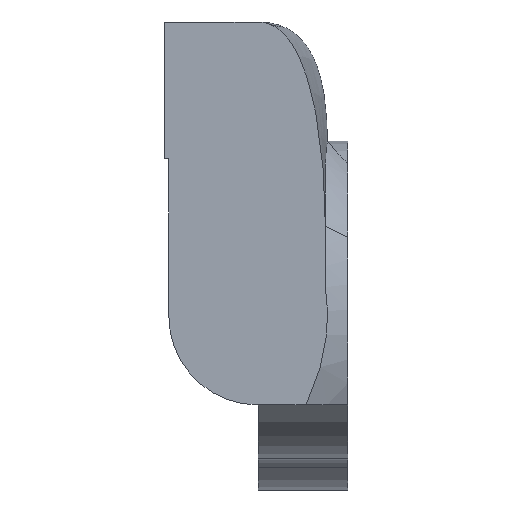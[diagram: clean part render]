
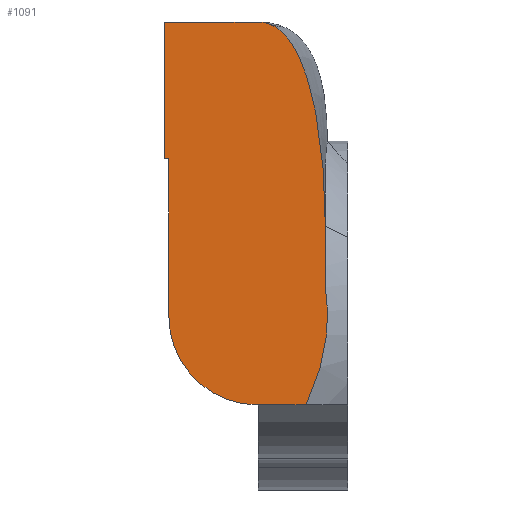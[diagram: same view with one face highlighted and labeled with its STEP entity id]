
A CAD part, left-side view. The second image highlights one B-rep face of the part: STEP entity #1091.
In plain terms, the highlighted planar face has unit normal (-1, 0, 0).
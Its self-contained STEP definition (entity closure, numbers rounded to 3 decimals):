
#104 = CARTESIAN_POINT ( 'NONE',  ( -34.75, 10., 12.5 ) ) ;
#137 = CARTESIAN_POINT ( 'NONE',  ( -34.75, 10., 0. ) ) ;
#205 = CARTESIAN_POINT ( 'NONE',  ( -34.75, -6.926, -5.787 ) ) ;
#207 = ORIENTED_EDGE ( 'NONE', *, *, #248, .T. ) ;
#248 = EDGE_CURVE ( 'NONE', #4044, #2561, #1630, .T. ) ;
#286 = CARTESIAN_POINT ( 'NONE',  ( -34.75, -7.5, 3.152 ) ) ;
#308 = ORIENTED_EDGE ( 'NONE', *, *, #3960, .T. ) ;
#382 = CARTESIAN_POINT ( 'NONE',  ( -34.75, -5.363, -10. ) ) ;
#398 = LINE ( 'NONE', #3625, #2319 ) ;
#462 = CARTESIAN_POINT ( 'NONE',  ( -34.75, 10.5, 17.5 ) ) ;
#512 = CARTESIAN_POINT ( 'NONE',  ( -34.75, -7.329, -4.135 ) ) ;
#556 = CARTESIAN_POINT ( 'NONE',  ( -34.75, -7.5, 20.006 ) ) ;
#594 = CARTESIAN_POINT ( 'NONE',  ( -34.75, -7.606, -2.456 ) ) ;
#657 = ORIENTED_EDGE ( 'NONE', *, *, #3952, .F. ) ;
#697 = CARTESIAN_POINT ( 'NONE',  ( -34.75, 10., 17.5 ) ) ;
#744 = CARTESIAN_POINT ( 'NONE',  ( -34.75, 10., 10. ) ) ;
#761 = B_SPLINE_CURVE_WITH_KNOTS ( 'NONE', 3,
 ( #3054, #1479, #556, #1109 ),
 .UNSPECIFIED., .F., .F.,
 ( 4, 4 ),
 ( 0., 1. ),
 .UNSPECIFIED. ) ;
#790 = ORIENTED_EDGE ( 'NONE', *, *, #2512, .F. ) ;
#812 = DIRECTION ( 'NONE',  ( 1., 0., 0. ) ) ;
#830 = CARTESIAN_POINT ( 'NONE',  ( -34.75, 10.5, 32.8 ) ) ;
#862 = CARTESIAN_POINT ( 'NONE',  ( -34.75, 0., 32.8 ) ) ;
#873 = EDGE_LOOP ( 'NONE', ( #3463, #2226, #2308, #308, #790, #1601, #1933, #657, #4026, #207 ) ) ;
#898 = DIRECTION ( 'NONE',  ( -1., 0., 0. ) ) ;
#938 = CARTESIAN_POINT ( 'NONE',  ( -34.75, -7.5, 10. ) ) ;
#975 = DIRECTION ( 'NONE',  ( 0., 0., -1. ) ) ;
#1091 = ADVANCED_FACE ( 'NONE', ( #2693 ), #3361, .F. ) ;
#1109 = CARTESIAN_POINT ( 'NONE',  ( -34.75, -7.5, 10. ) ) ;
#1143 = LINE ( 'NONE', #2473, #1760 ) ;
#1245 = CARTESIAN_POINT ( 'NONE',  ( -34.75, 0., -10. ) ) ;
#1314 = EDGE_CURVE ( 'NONE', #1849, #3656, #3263, .T. ) ;
#1318 = AXIS2_PLACEMENT_3D ( 'NONE', #3392, #898, #1766 ) ;
#1457 = VERTEX_POINT ( 'NONE', #2281 ) ;
#1474 = CARTESIAN_POINT ( 'NONE',  ( -34.75, -6.238, -7.939 ) ) ;
#1479 = CARTESIAN_POINT ( 'NONE',  ( -34.75, -5.667, 32.8 ) ) ;
#1498 = VECTOR ( 'NONE', #3205, 1000. ) ;
#1503 = VERTEX_POINT ( 'NONE', #382 ) ;
#1572 = CARTESIAN_POINT ( 'NONE',  ( -34.75, 10.5, 17.5 ) ) ;
#1601 = ORIENTED_EDGE ( 'NONE', *, *, #3440, .F. ) ;
#1630 = B_SPLINE_CURVE_WITH_KNOTS ( 'NONE', 3,
 ( #697, #1951, #104, #744 ),
 .UNSPECIFIED., .F., .F.,
 ( 4, 4 ),
 ( 0., 1. ),
 .UNSPECIFIED. ) ;
#1708 = LINE ( 'NONE', #1992, #1498 ) ;
#1760 = VECTOR ( 'NONE', #2548, 1000. ) ;
#1766 = DIRECTION ( 'NONE',  ( 0., 1., 0. ) ) ;
#1808 = DIRECTION ( 'NONE',  ( 0., 1., 0. ) ) ;
#1822 = VECTOR ( 'NONE', #2022, 1000. ) ;
#1844 = CARTESIAN_POINT ( 'NONE',  ( -34.75, -7.761, 0.909 ) ) ;
#1849 = VERTEX_POINT ( 'NONE', #137 ) ;
#1882 = CARTESIAN_POINT ( 'NONE',  ( -34.75, 10., 17.5 ) ) ;
#1933 = ORIENTED_EDGE ( 'NONE', *, *, #3455, .T. ) ;
#1949 = EDGE_CURVE ( 'NONE', #2561, #1849, #398, .T. ) ;
#1951 = CARTESIAN_POINT ( 'NONE',  ( -34.75, 10., 15. ) ) ;
#1961 = AXIS2_PLACEMENT_3D ( 'NONE', #3678, #812, #2357 ) ;
#1979 = VERTEX_POINT ( 'NONE', #830 ) ;
#1992 = CARTESIAN_POINT ( 'NONE',  ( -34.75, 10., -10. ) ) ;
#2022 = DIRECTION ( 'NONE',  ( 0., 0., 1. ) ) ;
#2156 = CARTESIAN_POINT ( 'NONE',  ( -34.75, -7.528, -3.018 ) ) ;
#2204 = VERTEX_POINT ( 'NONE', #1572 ) ;
#2226 = ORIENTED_EDGE ( 'NONE', *, *, #1314, .T. ) ;
#2281 = CARTESIAN_POINT ( 'NONE',  ( -34.75, 0., 32.8 ) ) ;
#2308 = ORIENTED_EDGE ( 'NONE', *, *, #3791, .T. ) ;
#2319 = VECTOR ( 'NONE', #2964, 1000. ) ;
#2357 = DIRECTION ( 'NONE',  ( 0., 1., 0. ) ) ;
#2443 = CARTESIAN_POINT ( 'NONE',  ( -34.75, -7.5, 10. ) ) ;
#2473 = CARTESIAN_POINT ( 'NONE',  ( -34.75, 0., 17.5 ) ) ;
#2512 = EDGE_CURVE ( 'NONE', #2806, #3700, #4058, .T. ) ;
#2548 = DIRECTION ( 'NONE',  ( 0., 1., 0. ) ) ;
#2561 = VERTEX_POINT ( 'NONE', #3431 ) ;
#2604 = LINE ( 'NONE', #462, #1822 ) ;
#2618 = VECTOR ( 'NONE', #1808, 1000. ) ;
#2693 = FACE_OUTER_BOUND ( 'NONE', #873, .T. ) ;
#2727 = LINE ( 'NONE', #862, #2618 ) ;
#2740 = CARTESIAN_POINT ( 'NONE',  ( -34.75, -6.766, -6.332 ) ) ;
#2759 = CARTESIAN_POINT ( 'NONE',  ( -34.75, -5.823, -8.981 ) ) ;
#2779 = CARTESIAN_POINT ( 'NONE',  ( -34.75, -7.208, -4.688 ) ) ;
#2803 = B_SPLINE_CURVE_WITH_KNOTS ( 'NONE', 3,
 ( #3727, #2759, #1474, #2740, #205, #2779, #512, #2156, #594, #4020, #3393, #1844, #3107, #286 ),
 .UNSPECIFIED., .F., .F.,
 ( 4, 2, 2, 2, 2, 2, 4 ),
 ( -0.007, -0.004, -0.002, 0., 0.001, 0.003, 0.006 ),
 .UNSPECIFIED. ) ;
#2806 = VERTEX_POINT ( 'NONE', #2443 ) ;
#2932 = VECTOR ( 'NONE', #975, 1000. ) ;
#2964 = DIRECTION ( 'NONE',  ( 0., 0., -1. ) ) ;
#3054 = CARTESIAN_POINT ( 'NONE',  ( -34.75, 0., 32.8 ) ) ;
#3107 = CARTESIAN_POINT ( 'NONE',  ( -34.75, -7.677, 2.031 ) ) ;
#3205 = DIRECTION ( 'NONE',  ( 0., -1., 0. ) ) ;
#3263 = CIRCLE ( 'NONE', #1318, 10. ) ;
#3361 = PLANE ( 'NONE',  #1961 ) ;
#3392 = CARTESIAN_POINT ( 'NONE',  ( -34.75, 0., 0. ) ) ;
#3393 = CARTESIAN_POINT ( 'NONE',  ( -34.75, -7.743, -0.773 ) ) ;
#3431 = CARTESIAN_POINT ( 'NONE',  ( -34.75, 10., 10. ) ) ;
#3440 = EDGE_CURVE ( 'NONE', #1457, #2806, #761, .T. ) ;
#3455 = EDGE_CURVE ( 'NONE', #1457, #1979, #2727, .T. ) ;
#3463 = ORIENTED_EDGE ( 'NONE', *, *, #1949, .T. ) ;
#3518 = EDGE_CURVE ( 'NONE', #4044, #2204, #1143, .T. ) ;
#3519 = CARTESIAN_POINT ( 'NONE',  ( -34.75, -7.5, 3.152 ) ) ;
#3625 = CARTESIAN_POINT ( 'NONE',  ( -34.75, 10., 10. ) ) ;
#3656 = VERTEX_POINT ( 'NONE', #1245 ) ;
#3678 = CARTESIAN_POINT ( 'NONE',  ( -34.75, 10., 10. ) ) ;
#3700 = VERTEX_POINT ( 'NONE', #3519 ) ;
#3727 = CARTESIAN_POINT ( 'NONE',  ( -34.75, -5.363, -10. ) ) ;
#3791 = EDGE_CURVE ( 'NONE', #3656, #1503, #1708, .T. ) ;
#3952 = EDGE_CURVE ( 'NONE', #2204, #1979, #2604, .T. ) ;
#3960 = EDGE_CURVE ( 'NONE', #1503, #3700, #2803, .T. ) ;
#4020 = CARTESIAN_POINT ( 'NONE',  ( -34.75, -7.713, -1.334 ) ) ;
#4026 = ORIENTED_EDGE ( 'NONE', *, *, #3518, .F. ) ;
#4044 = VERTEX_POINT ( 'NONE', #1882 ) ;
#4058 = LINE ( 'NONE', #938, #2932 ) ;
